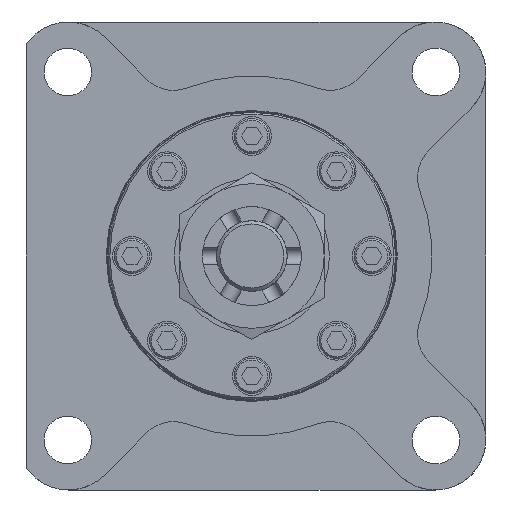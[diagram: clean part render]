
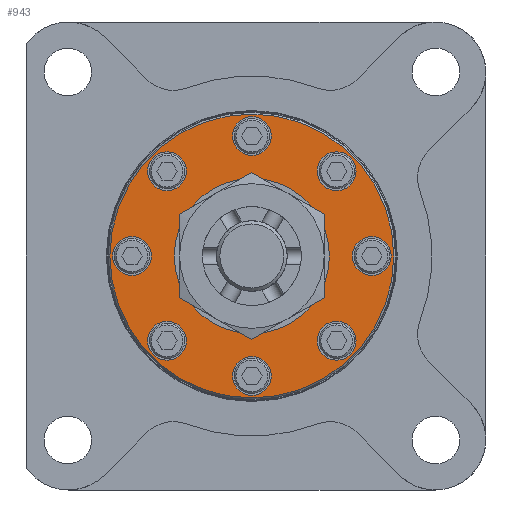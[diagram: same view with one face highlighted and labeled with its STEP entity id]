
A CAD part, left-side view. The second image highlights one B-rep face of the part: STEP entity #943.
In plain terms, the highlighted planar face has unit normal (-1, 0, 0).
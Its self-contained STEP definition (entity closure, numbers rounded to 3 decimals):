
#943 = ADVANCED_FACE( '', ( #2068, #2069, #2070, #2071, #2072, #2073, #2074, #2075, #2076, #2077 ), #2078, .F. );
#2068 = FACE_OUTER_BOUND( '', #3341, .T. );
#2069 = FACE_BOUND( '', #3342, .T. );
#2070 = FACE_BOUND( '', #3343, .T. );
#2071 = FACE_BOUND( '', #3344, .T. );
#2072 = FACE_BOUND( '', #3345, .T. );
#2073 = FACE_BOUND( '', #3346, .T. );
#2074 = FACE_BOUND( '', #3347, .T. );
#2075 = FACE_BOUND( '', #3348, .T. );
#2076 = FACE_BOUND( '', #3349, .T. );
#2077 = FACE_BOUND( '', #3350, .T. );
#2078 = PLANE( '', #3351 );
#3341 = EDGE_LOOP( '', ( #5700 ) );
#3342 = EDGE_LOOP( '', ( #5701 ) );
#3343 = EDGE_LOOP( '', ( #5702 ) );
#3344 = EDGE_LOOP( '', ( #5703 ) );
#3345 = EDGE_LOOP( '', ( #5704 ) );
#3346 = EDGE_LOOP( '', ( #5705 ) );
#3347 = EDGE_LOOP( '', ( #5706 ) );
#3348 = EDGE_LOOP( '', ( #5707 ) );
#3349 = EDGE_LOOP( '', ( #5708 ) );
#3350 = EDGE_LOOP( '', ( #5709 ) );
#3351 = AXIS2_PLACEMENT_3D( '', #5710, #5711, #5712 );
#5700 = ORIENTED_EDGE( '', *, *, #7599, .F. );
#5701 = ORIENTED_EDGE( '', *, *, #7384, .F. );
#5702 = ORIENTED_EDGE( '', *, *, #7572, .T. );
#5703 = ORIENTED_EDGE( '', *, *, #7331, .T. );
#5704 = ORIENTED_EDGE( '', *, *, #6856, .T. );
#5705 = ORIENTED_EDGE( '', *, *, #7544, .T. );
#5706 = ORIENTED_EDGE( '', *, *, #7446, .T. );
#5707 = ORIENTED_EDGE( '', *, *, #7600, .T. );
#5708 = ORIENTED_EDGE( '', *, *, #7516, .T. );
#5709 = ORIENTED_EDGE( '', *, *, #6713, .T. );
#5710 = CARTESIAN_POINT( '', ( 0., 0., 0. ) );
#5711 = DIRECTION( '', ( 1., 0., 0. ) );
#5712 = DIRECTION( '', ( 0., 0., -1. ) );
#6713 = EDGE_CURVE( '', #7823, #7823, #7824, .T. );
#6856 = EDGE_CURVE( '', #8075, #8075, #8076, .T. );
#7331 = EDGE_CURVE( '', #8830, #8830, #8831, .T. );
#7384 = EDGE_CURVE( '', #8903, #8903, #8904, .F. );
#7446 = EDGE_CURVE( '', #8987, #8987, #8988, .T. );
#7516 = EDGE_CURVE( '', #9081, #9081, #9082, .T. );
#7544 = EDGE_CURVE( '', #9122, #9122, #9123, .T. );
#7572 = EDGE_CURVE( '', #9153, #9153, #9154, .T. );
#7599 = EDGE_CURVE( '', #9187, #9187, #9188, .T. );
#7600 = EDGE_CURVE( '', #9189, #9189, #9190, .T. );
#7823 = VERTEX_POINT( '', #9443 );
#7824 = CIRCLE( '', #9444, 5.5 );
#8075 = VERTEX_POINT( '', #9846 );
#8076 = CIRCLE( '', #9847, 5.5 );
#8830 = VERTEX_POINT( '', #11318 );
#8831 = CIRCLE( '', #11319, 5.5 );
#8903 = VERTEX_POINT( '', #11460 );
#8904 = CIRCLE( '', #11461, 5.5 );
#8987 = VERTEX_POINT( '', #11720 );
#8988 = CIRCLE( '', #11721, 5.5 );
#9081 = VERTEX_POINT( '', #11861 );
#9082 = CIRCLE( '', #11862, 5.5 );
#9122 = VERTEX_POINT( '', #11919 );
#9123 = CIRCLE( '', #11920, 5.5 );
#9153 = VERTEX_POINT( '', #11963 );
#9154 = CIRCLE( '', #11964, 17.5 );
#9187 = VERTEX_POINT( '', #12013 );
#9188 = CIRCLE( '', #12014, 40.25 );
#9189 = VERTEX_POINT( '', #12015 );
#9190 = CIRCLE( '', #12016, 5.5 );
#9443 = CARTESIAN_POINT( '', ( 0., 24.042, 18.542 ) );
#9444 = AXIS2_PLACEMENT_3D( '', #12469, #12470, #12471 );
#9846 = CARTESIAN_POINT( '', ( 0., -24.042, 18.542 ) );
#9847 = AXIS2_PLACEMENT_3D( '', #12641, #12642, #12643 );
#11318 = CARTESIAN_POINT( '', ( 0., 0., 28.5 ) );
#11319 = AXIS2_PLACEMENT_3D( '', #13146, #13147, #13148 );
#11460 = CARTESIAN_POINT( '', ( 0., 34., -5.5 ) );
#11461 = AXIS2_PLACEMENT_3D( '', #13190, #13191, #13192 );
#11720 = CARTESIAN_POINT( '', ( 0., -24.042, -29.542 ) );
#11721 = AXIS2_PLACEMENT_3D( '', #13235, #13236, #13237 );
#11861 = CARTESIAN_POINT( '', ( 0., 24.042, -29.542 ) );
#11862 = AXIS2_PLACEMENT_3D( '', #13307, #13308, #13309 );
#11919 = CARTESIAN_POINT( '', ( 0., -34., -5.5 ) );
#11920 = AXIS2_PLACEMENT_3D( '', #13341, #13342, #13343 );
#11963 = CARTESIAN_POINT( '', ( 0., 0., -17.5 ) );
#11964 = AXIS2_PLACEMENT_3D( '', #13370, #13371, #13372 );
#12013 = CARTESIAN_POINT( '', ( 0., 0., -40.25 ) );
#12014 = AXIS2_PLACEMENT_3D( '', #13400, #13401, #13402 );
#12015 = CARTESIAN_POINT( '', ( 0., 0., -39.5 ) );
#12016 = AXIS2_PLACEMENT_3D( '', #13403, #13404, #13405 );
#12469 = CARTESIAN_POINT( '', ( 0., 24.042, 24.042 ) );
#12470 = DIRECTION( '', ( 1., 0., 0. ) );
#12471 = DIRECTION( '', ( 0., 0., -1. ) );
#12641 = CARTESIAN_POINT( '', ( 0., -24.042, 24.042 ) );
#12642 = DIRECTION( '', ( 1., 0., 0. ) );
#12643 = DIRECTION( '', ( 0., 0., -1. ) );
#13146 = CARTESIAN_POINT( '', ( 0., 0., 34. ) );
#13147 = DIRECTION( '', ( 1., 0., 0. ) );
#13148 = DIRECTION( '', ( 0., 0., -1. ) );
#13190 = CARTESIAN_POINT( '', ( 0., 34., 0. ) );
#13191 = DIRECTION( '', ( 1., 0., 0. ) );
#13192 = DIRECTION( '', ( 0., 0., -1. ) );
#13235 = CARTESIAN_POINT( '', ( 0., -24.042, -24.042 ) );
#13236 = DIRECTION( '', ( 1., 0., 0. ) );
#13237 = DIRECTION( '', ( 0., 0., -1. ) );
#13307 = CARTESIAN_POINT( '', ( 0., 24.042, -24.042 ) );
#13308 = DIRECTION( '', ( 1., 0., 0. ) );
#13309 = DIRECTION( '', ( 0., 0., -1. ) );
#13341 = CARTESIAN_POINT( '', ( 0., -34., 0. ) );
#13342 = DIRECTION( '', ( 1., 0., 0. ) );
#13343 = DIRECTION( '', ( 0., 0., -1. ) );
#13370 = CARTESIAN_POINT( '', ( 0., 0., 0. ) );
#13371 = DIRECTION( '', ( 1., 0., 0. ) );
#13372 = DIRECTION( '', ( 0., 0., -1. ) );
#13400 = CARTESIAN_POINT( '', ( 0., 0., 0. ) );
#13401 = DIRECTION( '', ( 1., 0., 0. ) );
#13402 = DIRECTION( '', ( 0., 0., -1. ) );
#13403 = CARTESIAN_POINT( '', ( 0., 0., -34. ) );
#13404 = DIRECTION( '', ( 1., 0., 0. ) );
#13405 = DIRECTION( '', ( 0., 0., -1. ) );
